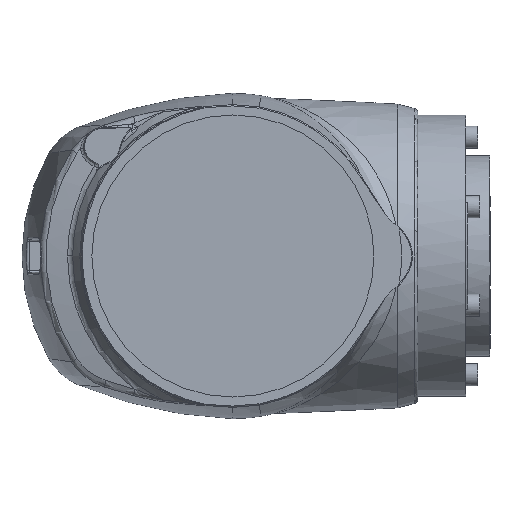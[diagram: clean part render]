
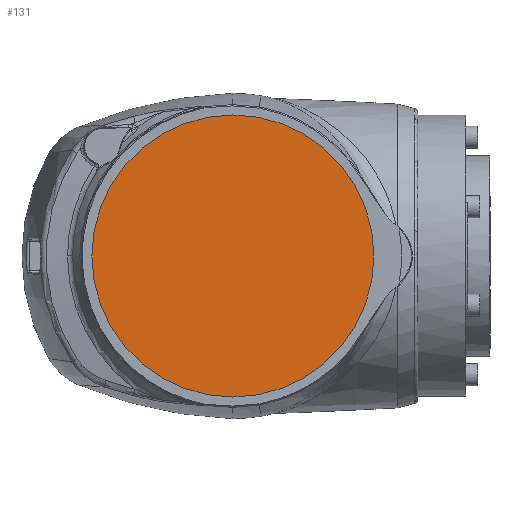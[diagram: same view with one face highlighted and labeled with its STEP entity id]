
A CAD part, front view. The second image highlights one B-rep face of the part: STEP entity #131.
In plain terms, the highlighted face is planar.
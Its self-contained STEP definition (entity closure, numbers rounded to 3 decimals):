
#131 = ADVANCED_FACE ( 'NONE', ( #15173 ), #3152, .T. ) ;
#229 = AXIS2_PLACEMENT_3D ( 'NONE', #7696, #12461, #12548 ) ;
#2531 = DIRECTION ( 'NONE',  ( 0., 0., 1. ) ) ;
#2771 = CARTESIAN_POINT ( 'NONE',  ( 0., 0., 45. ) ) ;
#3152 = PLANE ( 'NONE',  #12068 ) ;
#3305 = DIRECTION ( 'NONE',  ( 0., 0., 1. ) ) ;
#3524 = AXIS2_PLACEMENT_3D ( 'NONE', #2771, #2531, #9649 ) ;
#3785 = CIRCLE ( 'NONE', #229, 35.1 ) ;
#7696 = CARTESIAN_POINT ( 'NONE',  ( 0., 0., 45. ) ) ;
#9044 = ORIENTED_EDGE ( 'NONE', *, *, #10061, .T. ) ;
#9245 = DIRECTION ( 'NONE',  ( 0., -1., 0. ) ) ;
#9649 = DIRECTION ( 'NONE',  ( 0., -1., 0. ) ) ;
#9760 = VERTEX_POINT ( 'NONE', #10470 ) ;
#10061 = EDGE_CURVE ( 'NONE', #9760, #10292, #3785, .T. ) ;
#10292 = VERTEX_POINT ( 'NONE', #14036 ) ;
#10293 = ORIENTED_EDGE ( 'NONE', *, *, #10447, .T. ) ;
#10447 = EDGE_CURVE ( 'NONE', #10292, #9760, #11575, .T. ) ;
#10470 = CARTESIAN_POINT ( 'NONE',  ( 0., 35.1, 45. ) ) ;
#11575 = CIRCLE ( 'NONE', #3524, 35.1 ) ;
#12068 = AXIS2_PLACEMENT_3D ( 'NONE', #15088, #3305, #9245 ) ;
#12461 = DIRECTION ( 'NONE',  ( 0., 0., 1. ) ) ;
#12548 = DIRECTION ( 'NONE',  ( 0., -1., 0. ) ) ;
#14036 = CARTESIAN_POINT ( 'NONE',  ( 0., -35.1, 45. ) ) ;
#14155 = EDGE_LOOP ( 'NONE', ( #10293, #9044 ) ) ;
#15088 = CARTESIAN_POINT ( 'NONE',  ( 0., 0., 45. ) ) ;
#15173 = FACE_OUTER_BOUND ( 'NONE', #14155, .T. ) ;
